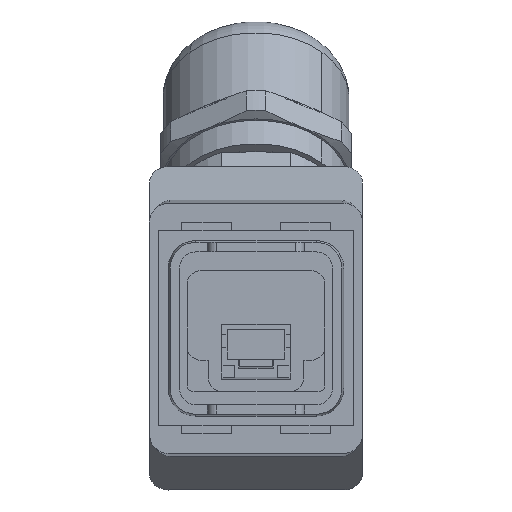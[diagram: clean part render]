
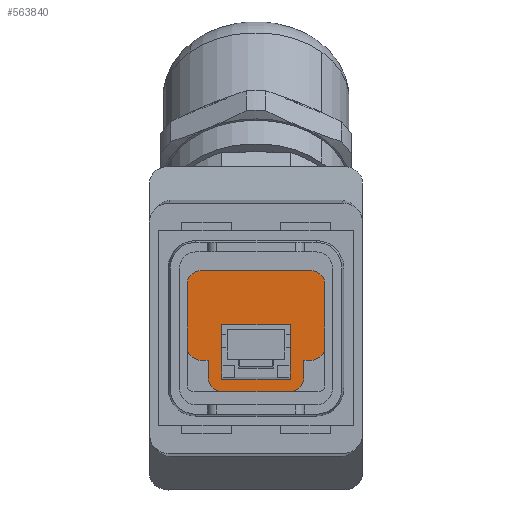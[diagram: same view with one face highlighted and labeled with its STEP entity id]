
A CAD part, front view. The second image highlights one B-rep face of the part: STEP entity #563840.
In plain terms, the highlighted face is planar.
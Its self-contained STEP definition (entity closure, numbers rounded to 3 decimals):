
#558880=CARTESIAN_POINT('',(-50.569,5.013,
12.42));
#558890=VERTEX_POINT('',#558880);
#558920=CARTESIAN_POINT('',(-50.569,1.353,
12.42));
#558930=DIRECTION('',(0.,1.,0.));
#558940=VECTOR('',#558930,1.);
#558950=LINE('',#558920,#558940);
#558960=CARTESIAN_POINT('',(-50.569,-0.729,
12.42));
#558970=VERTEX_POINT('',#558960);
#558980=EDGE_CURVE('',#558970,#558890,#558950,.T.);
#561390=CARTESIAN_POINT('',(-46.994,-0.729,
12.42));
#561400=DIRECTION('',(-1.,0.,0.));
#561410=VECTOR('',#561400,1.);
#561420=LINE('',#561390,#561410);
#561430=CARTESIAN_POINT('',(-43.419,-0.729,
12.42));
#561440=VERTEX_POINT('',#561430);
#561450=EDGE_CURVE('',#561440,#558970,#561420,.T.);
#562410=CARTESIAN_POINT('',(-46.994,1.353,
12.42));
#562420=DIRECTION('',(0.,0.,-1.));
#562430=DIRECTION('',(1.,0.,0.));
#562440=AXIS2_PLACEMENT_3D('',#562410,#562420,#562430);
#562450=PLANE('',#562440);
#562460=CARTESIAN_POINT('',(-46.994,5.013,
12.42));
#562470=DIRECTION('',(-1.,0.,0.));
#562480=VECTOR('',#562470,1.);
#562490=LINE('',#562460,#562480);
#562500=CARTESIAN_POINT('',(-43.419,5.013,
12.42));
#562510=VERTEX_POINT('',#562500);
#562520=EDGE_CURVE('',#562510,#558890,#562490,.T.);
#562530=ORIENTED_EDGE('',*,*,#562520,.T.);
#562540=CARTESIAN_POINT('',(-43.419,1.353,
12.42));
#562550=DIRECTION('',(0.,1.,0.));
#562560=VECTOR('',#562550,1.);
#562570=LINE('',#562540,#562560);
#562580=EDGE_CURVE('',#561440,#562510,#562570,.T.);
#562590=ORIENTED_EDGE('',*,*,#562580,.T.);
#562600=ORIENTED_EDGE('',*,*,#561450,.F.);
#562610=ORIENTED_EDGE('',*,*,#558980,.F.);
#562620=EDGE_LOOP('',(#562610,#562600,#562590,#562530));
#562630=FACE_BOUND('',#562620,.T.);
#562640=CARTESIAN_POINT('',(-52.744,1.546,
12.42));
#562650=DIRECTION('',(0.,0.,-1.));
#562660=DIRECTION('',(1.,0.,0.));
#562670=AXIS2_PLACEMENT_3D('',#562640,#562650,#562660);
#562680=CIRCLE('',#562670,1.5);
#562690=CARTESIAN_POINT('',(-54.244,1.546,
12.42));
#562700=VERTEX_POINT('',#562690);
#562710=CARTESIAN_POINT('',(-52.744,3.046,
12.42));
#562720=VERTEX_POINT('',#562710);
#562730=EDGE_CURVE('',#562700,#562720,#562680,.T.);
#562740=ORIENTED_EDGE('',*,*,#562730,.T.);
#562750=CARTESIAN_POINT('',(-54.244,1.353,
12.42));
#562760=DIRECTION('',(0.,1.,0.));
#562770=VECTOR('',#562760,1.);
#562780=LINE('',#562750,#562770);
#562790=CARTESIAN_POINT('',(-54.244,-4.897,
12.42));
#562800=VERTEX_POINT('',#562790);
#562810=EDGE_CURVE('',#562800,#562700,#562780,.T.);
#562820=ORIENTED_EDGE('',*,*,#562810,.T.);
#562830=CARTESIAN_POINT('',(-52.744,-4.897,
12.42));
#562840=DIRECTION('',(0.,0.,-1.));
#562850=DIRECTION('',(1.,0.,0.));
#562860=AXIS2_PLACEMENT_3D('',#562830,#562840,#562850);
#562870=CIRCLE('',#562860,1.5);
#562880=CARTESIAN_POINT('',(-52.744,-6.397,
12.42));
#562890=VERTEX_POINT('',#562880);
#562900=EDGE_CURVE('',#562890,#562800,#562870,.T.);
#562910=ORIENTED_EDGE('',*,*,#562900,.T.);
#562920=CARTESIAN_POINT('',(-46.994,-6.397,
12.42));
#562930=DIRECTION('',(1.,0.,0.));
#562940=VECTOR('',#562930,1.);
#562950=LINE('',#562920,#562940);
#562960=CARTESIAN_POINT('',(-41.244,-6.397,
12.42));
#562970=VERTEX_POINT('',#562960);
#562980=EDGE_CURVE('',#562890,#562970,#562950,.T.);
#562990=ORIENTED_EDGE('',*,*,#562980,.F.);
#563000=CARTESIAN_POINT('',(-41.244,-4.897,
12.42));
#563010=DIRECTION('',(0.,0.,-1.));
#563020=DIRECTION('',(1.,0.,0.));
#563030=AXIS2_PLACEMENT_3D('',#563000,#563010,#563020);
#563040=CIRCLE('',#563030,1.5);
#563050=CARTESIAN_POINT('',(-39.744,-4.897,
12.42));
#563060=VERTEX_POINT('',#563050);
#563070=EDGE_CURVE('',#563060,#562970,#563040,.T.);
#563080=ORIENTED_EDGE('',*,*,#563070,.T.);
#563090=CARTESIAN_POINT('',(-39.744,1.353,
12.42));
#563100=DIRECTION('',(0.,1.,0.));
#563110=VECTOR('',#563100,1.);
#563120=LINE('',#563090,#563110);
#563130=CARTESIAN_POINT('',(-39.744,1.546,
12.42));
#563140=VERTEX_POINT('',#563130);
#563150=EDGE_CURVE('',#563060,#563140,#563120,.T.);
#563160=ORIENTED_EDGE('',*,*,#563150,.F.);
#563170=CARTESIAN_POINT('',(-41.244,1.546,
12.42));
#563180=DIRECTION('',(0.,0.,-1.));
#563190=DIRECTION('',(1.,0.,0.));
#563200=AXIS2_PLACEMENT_3D('',#563170,#563180,#563190);
#563210=CIRCLE('',#563200,1.5);
#563220=CARTESIAN_POINT('',(-41.244,3.046,
12.42));
#563230=VERTEX_POINT('',#563220);
#563240=EDGE_CURVE('',#563230,#563140,#563210,.T.);
#563250=ORIENTED_EDGE('',*,*,#563240,.T.);
#563260=CARTESIAN_POINT('',(-46.994,3.046,
12.42));
#563270=DIRECTION('',(1.,0.,0.));
#563280=VECTOR('',#563270,1.);
#563290=LINE('',#563260,#563280);
#563300=CARTESIAN_POINT('',(-41.976,3.046,
12.42));
#563310=VERTEX_POINT('',#563300);
#563320=EDGE_CURVE('',#563310,#563230,#563290,.T.);
#563330=ORIENTED_EDGE('',*,*,#563320,.T.);
#563340=CARTESIAN_POINT('',(-41.976,1.353,
12.42));
#563350=DIRECTION('',(0.,1.,0.));
#563360=VECTOR('',#563350,1.);
#563370=LINE('',#563340,#563360);
#563380=CARTESIAN_POINT('',(-41.976,4.853,
12.42));
#563390=VERTEX_POINT('',#563380);
#563400=EDGE_CURVE('',#563310,#563390,#563370,.T.);
#563410=ORIENTED_EDGE('',*,*,#563400,.F.);
#563420=CARTESIAN_POINT('',(-43.476,4.853,
12.42));
#563430=DIRECTION('',(0.,0.,-1.));
#563440=DIRECTION('',(1.,0.,0.));
#563450=AXIS2_PLACEMENT_3D('',#563420,#563430,#563440);
#563460=CIRCLE('',#563450,1.5);
#563470=CARTESIAN_POINT('',(-43.476,6.353,
12.42));
#563480=VERTEX_POINT('',#563470);
#563490=EDGE_CURVE('',#563480,#563390,#563460,.T.);
#563500=ORIENTED_EDGE('',*,*,#563490,.T.);
#563510=CARTESIAN_POINT('',(-46.994,6.353,
12.42));
#563520=DIRECTION('',(-1.,0.,0.));
#563530=VECTOR('',#563520,1.);
#563540=LINE('',#563510,#563530);
#563550=CARTESIAN_POINT('',(-50.512,6.353,
12.42));
#563560=VERTEX_POINT('',#563550);
#563570=EDGE_CURVE('',#563480,#563560,#563540,.T.);
#563580=ORIENTED_EDGE('',*,*,#563570,.F.);
#563590=CARTESIAN_POINT('',(-50.512,4.853,
12.42));
#563600=DIRECTION('',(0.,0.,-1.));
#563610=DIRECTION('',(1.,0.,0.));
#563620=AXIS2_PLACEMENT_3D('',#563590,#563600,#563610);
#563630=CIRCLE('',#563620,1.5);
#563640=CARTESIAN_POINT('',(-52.012,4.853,
12.42));
#563650=VERTEX_POINT('',#563640);
#563660=EDGE_CURVE('',#563650,#563560,#563630,.T.);
#563670=ORIENTED_EDGE('',*,*,#563660,.T.);
#563680=CARTESIAN_POINT('',(-52.012,1.353,
12.42));
#563690=DIRECTION('',(0.,1.,0.));
#563700=VECTOR('',#563690,1.);
#563710=LINE('',#563680,#563700);
#563720=CARTESIAN_POINT('',(-52.012,3.046,
12.42));
#563730=VERTEX_POINT('',#563720);
#563740=EDGE_CURVE('',#563730,#563650,#563710,.T.);
#563750=ORIENTED_EDGE('',*,*,#563740,.T.);
#563760=CARTESIAN_POINT('',(-46.994,3.046,
12.42));
#563770=DIRECTION('',(-1.,0.,0.));
#563780=VECTOR('',#563770,1.);
#563790=LINE('',#563760,#563780);
#563800=EDGE_CURVE('',#563730,#562720,#563790,.T.);
#563810=ORIENTED_EDGE('',*,*,#563800,.F.);
#563820=EDGE_LOOP('',(#563810,#563750,#563670,#563580,#563500,#563410,
#563330,#563250,#563160,#563080,#562990,#562910,#562820,#562740));
#563830=FACE_OUTER_BOUND('',#563820,.T.);
#563840=ADVANCED_FACE('',(#562630,#563830),#562450,.T.);
